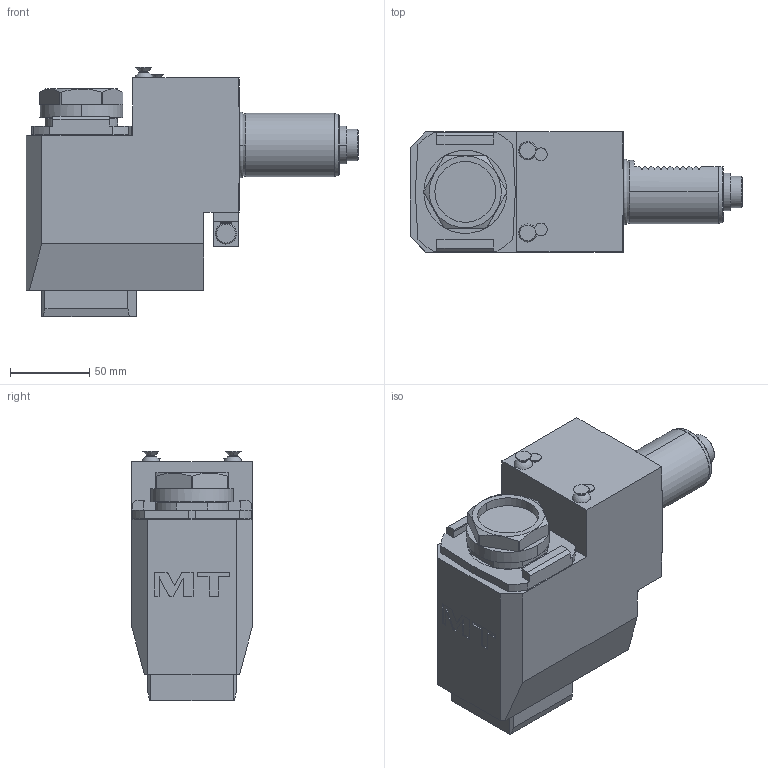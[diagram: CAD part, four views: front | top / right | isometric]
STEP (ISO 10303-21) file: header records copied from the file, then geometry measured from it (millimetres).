
FILE_DESCRIPTION((''),'2;1');
FILE_NAME('SAU0710440_CONF','2025-01-13T10:29:47',('fpalella'),('M.T. srl'),'CREO PARAMETRIC BY PTC INC, 2023352','CREO PARAMETRIC BY PTC INC, 2023352','');
FILE_SCHEMA(('CONFIG_CONTROL_DESIGN'));
Length unit declared in the file: millimetre
Products named in the file (1): SAU0710440_CONF
Bounding box: 210 x 76 x 157.55 mm (x, y, z)
Volume: 1283912.8 mm3; surface area: 101930.3 mm2
Topology: 2 solids, 2 shells, 459 faces, 1256 edges, 830 vertices
Faces by surface type: plane 270, cylinder 135, cone 30, torus 14, extrusion 8, sphere 2
Entity records: 15633 total; most frequent: CARTESIAN_POINT 4093, ORIENTED_EDGE 2512, DIRECTION 2252, EDGE_CURVE 1256, VERTEX_POINT 830, AXIS2_PLACEMENT_3D 784, VECTOR 684, LINE 676
